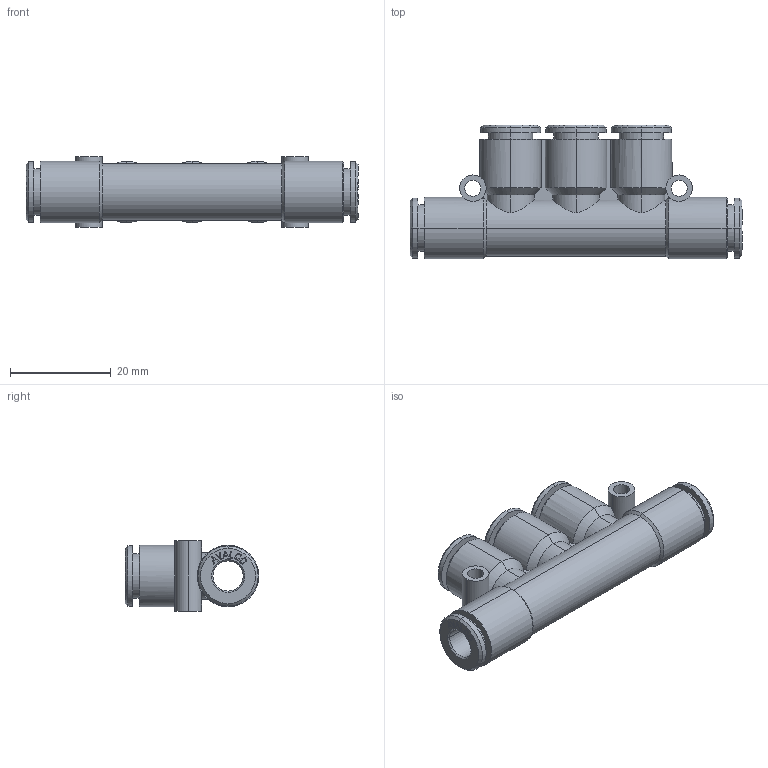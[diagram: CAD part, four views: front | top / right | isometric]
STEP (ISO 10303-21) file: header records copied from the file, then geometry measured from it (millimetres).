
FILE_DESCRIPTION(('CATIA V5 STEP Exchange'),'2;1');
FILE_NAME('PR840-06.stp','2018-04-14T15:32:56+00:00',('none'),('none'),'CATIA Version 5 Release 21 GA (IN-10)','CATIA V5 STEP AP203','none');
FILE_SCHEMA(('CONFIG_CONTROL_DESIGN'));
Length unit declared in the file: millimetre
Products named in the file (1): PR840-06
Bounding box: 66 x 26.58 x 14 mm (x, y, z)
Volume: 8767.5 mm3; surface area: 7666.5 mm2
Topology: 1 solids, 1 shells, 378 faces, 1336 edges, 987 vertices
Faces by surface type: plane 258, cylinder 78, cone 42
Entity records: 14922 total; most frequent: CARTESIAN_POINT 4042, ORIENTED_EDGE 2672, DIRECTION 1640, EDGE_CURVE 1336, VERTEX_POINT 987, VECTOR 763, LINE 763, AXIS2_PLACEMENT_3D 521
